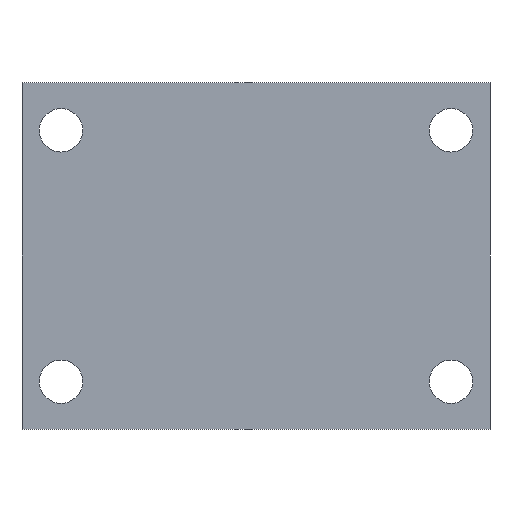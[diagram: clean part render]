
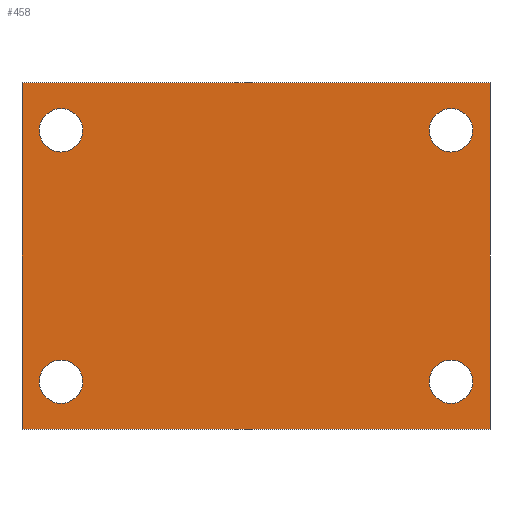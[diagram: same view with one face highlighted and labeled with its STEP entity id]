
A CAD part, front view. The second image highlights one B-rep face of the part: STEP entity #458.
In plain terms, the highlighted planar face has unit normal (0, -1, 0).
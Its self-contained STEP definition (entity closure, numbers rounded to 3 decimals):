
#24 = DIRECTION ( 'NONE',  ( 0., 0., -1. ) ) ;
#31 = EDGE_CURVE ( 'NONE', #132, #186, #502, .T. ) ;
#34 = DIRECTION ( 'NONE',  ( 0., -1., 0. ) ) ;
#47 = ORIENTED_EDGE ( 'NONE', *, *, #61, .F. ) ;
#48 = VECTOR ( 'NONE', #241, 1000. ) ;
#51 = LINE ( 'NONE', #669, #52 ) ;
#52 = VECTOR ( 'NONE', #176, 1000. ) ;
#53 = ORIENTED_EDGE ( 'NONE', *, *, #130, .F. ) ;
#56 = EDGE_CURVE ( 'NONE', #411, #194, #137, .T. ) ;
#61 = EDGE_CURVE ( 'NONE', #194, #411, #401, .T. ) ;
#68 = CIRCLE ( 'NONE', #701, 1.25 ) ;
#75 = EDGE_CURVE ( 'NONE', #148, #807, #599, .T. ) ;
#79 = DIRECTION ( 'NONE',  ( 0., 0., -1. ) ) ;
#80 = ORIENTED_EDGE ( 'NONE', *, *, #501, .F. ) ;
#86 = DIRECTION ( 'NONE',  ( 0., 0., -1. ) ) ;
#90 = CARTESIAN_POINT ( 'NONE',  ( -11.25, 0., 7.25 ) ) ;
#112 = CARTESIAN_POINT ( 'NONE',  ( 11.25, 0., 7.25 ) ) ;
#128 = CARTESIAN_POINT ( 'NONE',  ( -13.5, 0., -10. ) ) ;
#129 = CARTESIAN_POINT ( 'NONE',  ( 11.25, 0., -7.25 ) ) ;
#130 = EDGE_CURVE ( 'NONE', #807, #148, #341, .T. ) ;
#132 = VERTEX_POINT ( 'NONE', #543 ) ;
#134 = PLANE ( 'NONE',  #309 ) ;
#135 = DIRECTION ( 'NONE',  ( 0., -1., 0. ) ) ;
#137 = CIRCLE ( 'NONE', #286, 1.25 ) ;
#138 = EDGE_CURVE ( 'NONE', #186, #132, #68, .T. ) ;
#141 = EDGE_LOOP ( 'NONE', ( #645, #215 ) ) ;
#147 = DIRECTION ( 'NONE',  ( 0., -1., 0. ) ) ;
#148 = VERTEX_POINT ( 'NONE', #368 ) ;
#162 = AXIS2_PLACEMENT_3D ( 'NONE', #379, #135, #512 ) ;
#176 = DIRECTION ( 'NONE',  ( 1., 0., 0. ) ) ;
#186 = VERTEX_POINT ( 'NONE', #233 ) ;
#191 = CARTESIAN_POINT ( 'NONE',  ( 13.5, 0., 10. ) ) ;
#194 = VERTEX_POINT ( 'NONE', #236 ) ;
#197 = DIRECTION ( 'NONE',  ( 0., 0., -1. ) ) ;
#202 = FACE_OUTER_BOUND ( 'NONE', #713, .T. ) ;
#210 = VECTOR ( 'NONE', #328, 1000. ) ;
#215 = ORIENTED_EDGE ( 'NONE', *, *, #138, .F. ) ;
#218 = ORIENTED_EDGE ( 'NONE', *, *, #75, .F. ) ;
#224 = CARTESIAN_POINT ( 'NONE',  ( 11.25, 0., 7.25 ) ) ;
#229 = ORIENTED_EDGE ( 'NONE', *, *, #617, .F. ) ;
#232 = CARTESIAN_POINT ( 'NONE',  ( -11.25, 0., 7.25 ) ) ;
#233 = CARTESIAN_POINT ( 'NONE',  ( -11.25, 0., -8.5 ) ) ;
#236 = CARTESIAN_POINT ( 'NONE',  ( -11.25, 0., 8.5 ) ) ;
#241 = DIRECTION ( 'NONE',  ( 0., 0., 1. ) ) ;
#249 = VERTEX_POINT ( 'NONE', #490 ) ;
#256 = DIRECTION ( 'NONE',  ( 0., 0., -1. ) ) ;
#268 = CARTESIAN_POINT ( 'NONE',  ( -13.5, 0., 10. ) ) ;
#271 = LINE ( 'NONE', #517, #210 ) ;
#277 = ORIENTED_EDGE ( 'NONE', *, *, #475, .F. ) ;
#286 = AXIS2_PLACEMENT_3D ( 'NONE', #90, #147, #79 ) ;
#299 = LINE ( 'NONE', #795, #48 ) ;
#309 = AXIS2_PLACEMENT_3D ( 'NONE', #390, #814, #197 ) ;
#328 = DIRECTION ( 'NONE',  ( -1., 0., 0. ) ) ;
#332 = FACE_BOUND ( 'NONE', #141, .T. ) ;
#341 = CIRCLE ( 'NONE', #570, 1.25 ) ;
#343 = VERTEX_POINT ( 'NONE', #750 ) ;
#365 = CARTESIAN_POINT ( 'NONE',  ( -11.25, 0., -7.25 ) ) ;
#368 = CARTESIAN_POINT ( 'NONE',  ( 11.25, 0., 6. ) ) ;
#376 = EDGE_LOOP ( 'NONE', ( #53, #218 ) ) ;
#379 = CARTESIAN_POINT ( 'NONE',  ( 11.25, 0., -7.25 ) ) ;
#386 = VECTOR ( 'NONE', #440, 1000. ) ;
#388 = DIRECTION ( 'NONE',  ( 0., -1., 0. ) ) ;
#390 = CARTESIAN_POINT ( 'NONE',  ( 0., 0., 0. ) ) ;
#401 = CIRCLE ( 'NONE', #402, 1.25 ) ;
#402 = AXIS2_PLACEMENT_3D ( 'NONE', #232, #771, #24 ) ;
#411 = VERTEX_POINT ( 'NONE', #747 ) ;
#440 = DIRECTION ( 'NONE',  ( 0., 0., -1. ) ) ;
#443 = ORIENTED_EDGE ( 'NONE', *, *, #659, .F. ) ;
#452 = VERTEX_POINT ( 'NONE', #128 ) ;
#454 = FACE_BOUND ( 'NONE', #641, .T. ) ;
#458 = ADVANCED_FACE ( 'NONE', ( #454, #706, #566, #332, #202 ), #134, .T. ) ;
#470 = EDGE_LOOP ( 'NONE', ( #492, #514 ) ) ;
#472 = CARTESIAN_POINT ( 'NONE',  ( -11.25, 0., -7.25 ) ) ;
#475 = EDGE_CURVE ( 'NONE', #249, #452, #271, .T. ) ;
#488 = ORIENTED_EDGE ( 'NONE', *, *, #56, .F. ) ;
#490 = CARTESIAN_POINT ( 'NONE',  ( 13.5, 0., -10. ) ) ;
#492 = ORIENTED_EDGE ( 'NONE', *, *, #674, .F. ) ;
#501 = EDGE_CURVE ( 'NONE', #657, #745, #51, .T. ) ;
#502 = CIRCLE ( 'NONE', #754, 1.25 ) ;
#512 = DIRECTION ( 'NONE',  ( 0., 0., -1. ) ) ;
#514 = ORIENTED_EDGE ( 'NONE', *, *, #663, .F. ) ;
#517 = CARTESIAN_POINT ( 'NONE',  ( -13.5, 0., -10. ) ) ;
#529 = CARTESIAN_POINT ( 'NONE',  ( 11.25, 0., 8.5 ) ) ;
#530 = AXIS2_PLACEMENT_3D ( 'NONE', #224, #724, #86 ) ;
#543 = CARTESIAN_POINT ( 'NONE',  ( -11.25, 0., -6. ) ) ;
#566 = FACE_BOUND ( 'NONE', #376, .T. ) ;
#567 = CARTESIAN_POINT ( 'NONE',  ( 13.5, 0., 10. ) ) ;
#570 = AXIS2_PLACEMENT_3D ( 'NONE', #112, #34, #785 ) ;
#572 = CARTESIAN_POINT ( 'NONE',  ( 11.25, 0., -6. ) ) ;
#582 = DIRECTION ( 'NONE',  ( 0., 0., -1. ) ) ;
#599 = CIRCLE ( 'NONE', #530, 1.25 ) ;
#617 = EDGE_CURVE ( 'NONE', #452, #657, #299, .T. ) ;
#618 = CIRCLE ( 'NONE', #777, 1.25 ) ;
#641 = EDGE_LOOP ( 'NONE', ( #47, #488 ) ) ;
#645 = ORIENTED_EDGE ( 'NONE', *, *, #31, .F. ) ;
#657 = VERTEX_POINT ( 'NONE', #268 ) ;
#659 = EDGE_CURVE ( 'NONE', #745, #249, #707, .T. ) ;
#660 = DIRECTION ( 'NONE',  ( 0., -1., 0. ) ) ;
#663 = EDGE_CURVE ( 'NONE', #343, #782, #723, .T. ) ;
#669 = CARTESIAN_POINT ( 'NONE',  ( -13.5, 0., 10. ) ) ;
#674 = EDGE_CURVE ( 'NONE', #782, #343, #618, .T. ) ;
#676 = DIRECTION ( 'NONE',  ( 0., -1., 0. ) ) ;
#701 = AXIS2_PLACEMENT_3D ( 'NONE', #365, #676, #805 ) ;
#706 = FACE_BOUND ( 'NONE', #470, .T. ) ;
#707 = LINE ( 'NONE', #191, #386 ) ;
#713 = EDGE_LOOP ( 'NONE', ( #443, #80, #229, #277 ) ) ;
#723 = CIRCLE ( 'NONE', #162, 1.25 ) ;
#724 = DIRECTION ( 'NONE',  ( 0., -1., 0. ) ) ;
#745 = VERTEX_POINT ( 'NONE', #567 ) ;
#747 = CARTESIAN_POINT ( 'NONE',  ( -11.25, 0., 6. ) ) ;
#750 = CARTESIAN_POINT ( 'NONE',  ( 11.25, 0., -8.5 ) ) ;
#754 = AXIS2_PLACEMENT_3D ( 'NONE', #472, #660, #582 ) ;
#771 = DIRECTION ( 'NONE',  ( 0., -1., 0. ) ) ;
#777 = AXIS2_PLACEMENT_3D ( 'NONE', #129, #388, #256 ) ;
#782 = VERTEX_POINT ( 'NONE', #572 ) ;
#785 = DIRECTION ( 'NONE',  ( 0., 0., -1. ) ) ;
#795 = CARTESIAN_POINT ( 'NONE',  ( -13.5, 0., 10. ) ) ;
#805 = DIRECTION ( 'NONE',  ( 0., 0., -1. ) ) ;
#807 = VERTEX_POINT ( 'NONE', #529 ) ;
#814 = DIRECTION ( 'NONE',  ( 0., -1., 0. ) ) ;
